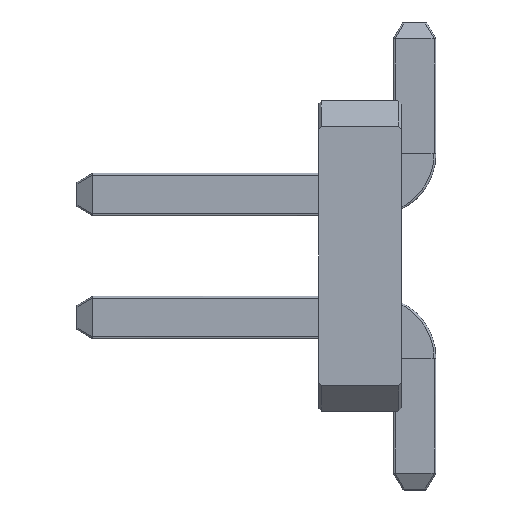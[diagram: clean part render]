
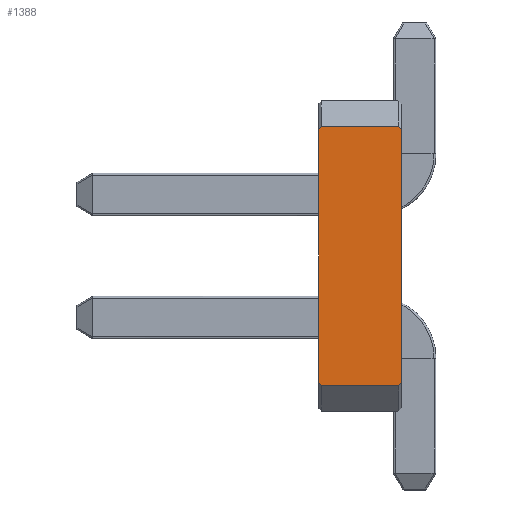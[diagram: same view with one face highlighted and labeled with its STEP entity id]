
A CAD part, left-side view. The second image highlights one B-rep face of the part: STEP entity #1388.
In plain terms, the highlighted planar face has unit normal (-1, 0, 0).
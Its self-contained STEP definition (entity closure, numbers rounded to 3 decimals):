
#7 = VECTOR ( 'NONE', #76, 1000. ) ;
#27 = CARTESIAN_POINT ( 'NONE',  ( -0.635, 0., -1.305 ) ) ;
#48 = CARTESIAN_POINT ( 'NONE',  ( -0.635, 0.85, 1.34 ) ) ;
#76 = DIRECTION ( 'NONE',  ( 0., -1., 0. ) ) ;
#78 = ORIENTED_EDGE ( 'NONE', *, *, #2563, .T. ) ;
#101 = EDGE_LOOP ( 'NONE', ( #1990, #2981, #368, #78, #275, #2212, #2860, #902 ) ) ;
#107 = CARTESIAN_POINT ( 'NONE',  ( -0.635, 0.85, -1.34 ) ) ;
#126 = CARTESIAN_POINT ( 'NONE',  ( -0.635, 0.825, -1.34 ) ) ;
#137 = DIRECTION ( 'NONE',  ( 0., 0., -1. ) ) ;
#141 = VERTEX_POINT ( 'NONE', #1829 ) ;
#179 = VECTOR ( 'NONE', #2653, 1000. ) ;
#187 = EDGE_CURVE ( 'NONE', #848, #2659, #459, .T. ) ;
#224 = CARTESIAN_POINT ( 'NONE',  ( -0.635, 0., -1.34 ) ) ;
#246 = CARTESIAN_POINT ( 'NONE',  ( -0.635, 0.025, 1.34 ) ) ;
#275 = ORIENTED_EDGE ( 'NONE', *, *, #187, .T. ) ;
#327 = VECTOR ( 'NONE', #2191, 1000. ) ;
#355 = VECTOR ( 'NONE', #1245, 1000. ) ;
#361 = LINE ( 'NONE', #873, #1769 ) ;
#368 = ORIENTED_EDGE ( 'NONE', *, *, #1224, .T. ) ;
#376 = PLANE ( 'NONE',  #548 ) ;
#459 = LINE ( 'NONE', #224, #3005 ) ;
#519 = VECTOR ( 'NONE', #1376, 1000. ) ;
#525 = EDGE_CURVE ( 'NONE', #141, #1454, #2319, .T. ) ;
#548 = AXIS2_PLACEMENT_3D ( 'NONE', #107, #2313, #137 ) ;
#685 = EDGE_CURVE ( 'NONE', #1323, #1454, #925, .T. ) ;
#691 = CARTESIAN_POINT ( 'NONE',  ( -0.635, 0.025, 1.34 ) ) ;
#721 = EDGE_CURVE ( 'NONE', #2659, #2678, #3106, .T. ) ;
#848 = VERTEX_POINT ( 'NONE', #27 ) ;
#873 = CARTESIAN_POINT ( 'NONE',  ( -0.635, 1.008, -1.081 ) ) ;
#874 = LINE ( 'NONE', #1389, #2223 ) ;
#888 = VERTEX_POINT ( 'NONE', #126 ) ;
#902 = ORIENTED_EDGE ( 'NONE', *, *, #525, .T. ) ;
#925 = LINE ( 'NONE', #940, #327 ) ;
#940 = CARTESIAN_POINT ( 'NONE',  ( -0.635, 0.85, -1.34 ) ) ;
#1077 = CARTESIAN_POINT ( 'NONE',  ( -0.635, 0.85, -1.305 ) ) ;
#1185 = DIRECTION ( 'NONE',  ( 0., 0., 1. ) ) ;
#1224 = EDGE_CURVE ( 'NONE', #888, #2760, #1292, .T. ) ;
#1245 = DIRECTION ( 'NONE',  ( 0., -1., 0. ) ) ;
#1292 = LINE ( 'NONE', #1483, #7 ) ;
#1323 = VERTEX_POINT ( 'NONE', #1077 ) ;
#1348 = EDGE_CURVE ( 'NONE', #1323, #888, #361, .T. ) ;
#1353 = DIRECTION ( 'NONE',  ( 0., -0.577, -0.816 ) ) ;
#1376 = DIRECTION ( 'NONE',  ( 0., 0.577, -0.816 ) ) ;
#1388 = ADVANCED_FACE ( 'NONE', ( #2543 ), #376, .F. ) ;
#1389 = CARTESIAN_POINT ( 'NONE',  ( -0.635, 0.025, -1.34 ) ) ;
#1454 = VERTEX_POINT ( 'NONE', #2592 ) ;
#1483 = CARTESIAN_POINT ( 'NONE',  ( -0.635, 0.85, -1.34 ) ) ;
#1507 = LINE ( 'NONE', #48, #355 ) ;
#1528 = CARTESIAN_POINT ( 'NONE',  ( -0.635, 0.025, -1.34 ) ) ;
#1610 = DIRECTION ( 'NONE',  ( 0., -0.577, 0.816 ) ) ;
#1769 = VECTOR ( 'NONE', #1353, 1000. ) ;
#1829 = CARTESIAN_POINT ( 'NONE',  ( -0.635, 0.825, 1.34 ) ) ;
#1910 = CARTESIAN_POINT ( 'NONE',  ( -0.635, 0., 1.305 ) ) ;
#1964 = EDGE_CURVE ( 'NONE', #141, #2678, #1507, .T. ) ;
#1990 = ORIENTED_EDGE ( 'NONE', *, *, #685, .F. ) ;
#2191 = DIRECTION ( 'NONE',  ( 0., 0., 1. ) ) ;
#2212 = ORIENTED_EDGE ( 'NONE', *, *, #721, .T. ) ;
#2223 = VECTOR ( 'NONE', #1610, 1000. ) ;
#2313 = DIRECTION ( 'NONE',  ( 1., 0., 0. ) ) ;
#2319 = LINE ( 'NONE', #2549, #519 ) ;
#2543 = FACE_OUTER_BOUND ( 'NONE', #101, .T. ) ;
#2549 = CARTESIAN_POINT ( 'NONE',  ( -0.635, 1.008, 1.081 ) ) ;
#2563 = EDGE_CURVE ( 'NONE', #2760, #848, #874, .T. ) ;
#2592 = CARTESIAN_POINT ( 'NONE',  ( -0.635, 0.85, 1.305 ) ) ;
#2653 = DIRECTION ( 'NONE',  ( 0., 0.577, 0.816 ) ) ;
#2659 = VERTEX_POINT ( 'NONE', #1910 ) ;
#2678 = VERTEX_POINT ( 'NONE', #246 ) ;
#2760 = VERTEX_POINT ( 'NONE', #1528 ) ;
#2860 = ORIENTED_EDGE ( 'NONE', *, *, #1964, .F. ) ;
#2981 = ORIENTED_EDGE ( 'NONE', *, *, #1348, .T. ) ;
#3005 = VECTOR ( 'NONE', #1185, 1000. ) ;
#3106 = LINE ( 'NONE', #691, #179 ) ;
